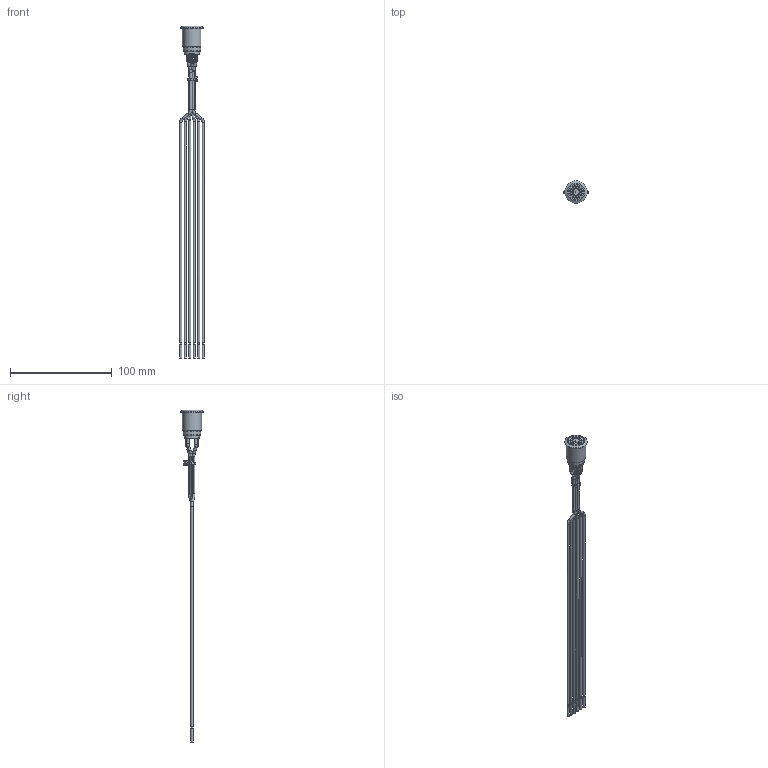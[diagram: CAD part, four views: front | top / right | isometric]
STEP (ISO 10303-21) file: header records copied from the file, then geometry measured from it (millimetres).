
FILE_DESCRIPTION(/* description */ (''),/* implementation_level */ '2;1');
FILE_NAME(/* name */ 'PV4FWY0xx-3xx-M26.stp',/* time_stamp */ '2026-01-15T11:21:26-06:00',/* author */ ('mroman'),/* organization */ (''),/* preprocessor_version */ 'ST-DEVELOPER v18.1',/* originating_system */ 'Autodesk Inventor 2022',/* authorisation */ '');
FILE_SCHEMA (('AUTOMOTIVE_DESIGN { 1 0 10303 214 3 1 1 }'));
Length unit declared in the file: inch
Products named in the file (1): PV4FWY0xx-3xx-M26
Bounding box: 24.2 x 22 x 326.8 mm (x, y, z)
Volume: 12177.5 mm3; surface area: 16415.1 mm2
Topology: 1 solids, 2 shells, 414 faces, 1143 edges, 750 vertices
Faces by surface type: plane 226, cylinder 101, bspline 35, torus 34, cone 10, sphere 8
Full cylindrical faces by diameter (mm): 1.5 x6, 2.2 x24, 2.4 x6, 11 x1, 11.2 x1, 12 x1, 14.8 x1, 15.4 x1, 15.6 x1, 17.1 x1, 17.5 x1, 22 x1
Entity records: 14137 total; most frequent: CARTESIAN_POINT 3464, ORIENTED_EDGE 2292, DIRECTION 2140, EDGE_CURVE 1146, VERTEX_POINT 750, AXIS2_PLACEMENT_3D 745, LINE 650, VECTOR 650
